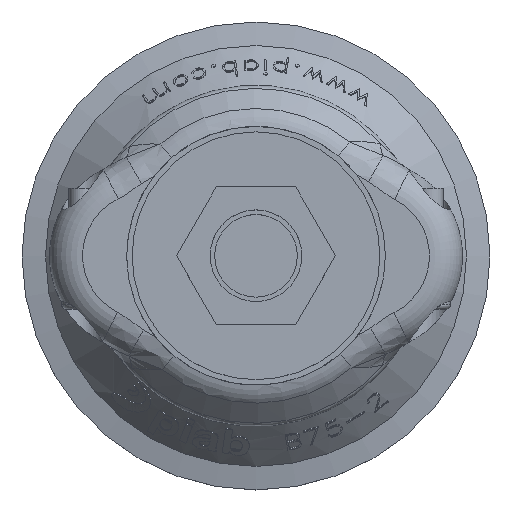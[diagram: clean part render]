
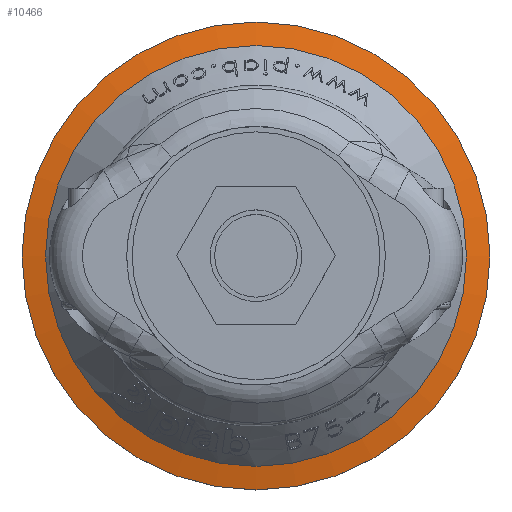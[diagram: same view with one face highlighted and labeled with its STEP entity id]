
A CAD part, top view. The second image highlights one B-rep face of the part: STEP entity #10466.
In plain terms, the highlighted conical face has half-angle 78 degrees and reference radius 38.23 mm.
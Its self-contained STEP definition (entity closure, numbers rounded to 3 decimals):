
#1452=CIRCLE('',#11512,38.229);
#1460=CIRCLE('',#11941,42.5);
#3307=ORIENTED_EDGE('',*,*,#6025,.F.);
#3308=ORIENTED_EDGE('',*,*,#5218,.T.);
#5218=EDGE_CURVE('',#6864,#6864,#1452,.T.);
#6025=EDGE_CURVE('',#7386,#7386,#1460,.T.);
#6864=VERTEX_POINT('',#15036);
#7386=VERTEX_POINT('',#17864);
#9046=EDGE_LOOP('',(#3307));
#9047=EDGE_LOOP('',(#3308));
#9751=FACE_BOUND('',#9046,.T.);
#9752=FACE_BOUND('',#9047,.T.);
#10135=CONICAL_SURFACE('',#11940,38.229,1.361);
#10466=ADVANCED_FACE('',(#9751,#9752),#10135,.T.);
#11512=AXIS2_PLACEMENT_3D('',#15035,#12362,#12363);
#11940=AXIS2_PLACEMENT_3D('',#17862,#13503,#13504);
#11941=AXIS2_PLACEMENT_3D('',#17863,#13505,#13506);
#12362=DIRECTION('',(0.,0.,-1.));
#12363=DIRECTION('',(-1.,0.,0.));
#13503=DIRECTION('',(0.,0.,-1.));
#13504=DIRECTION('',(-1.,0.,0.));
#13505=DIRECTION('',(0.,0.,-1.));
#13506=DIRECTION('',(-1.,0.,0.));
#15035=CARTESIAN_POINT('',(0.,0.,-14.092));
#15036=CARTESIAN_POINT('',(-38.229,0.,-14.092));
#17862=CARTESIAN_POINT('',(0.,0.,-14.092));
#17863=CARTESIAN_POINT('',(0.,0.,-15.));
#17864=CARTESIAN_POINT('',(-42.5,0.,-15.));
